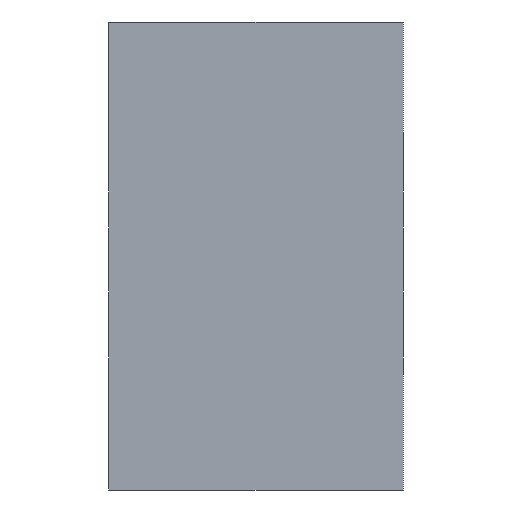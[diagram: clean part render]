
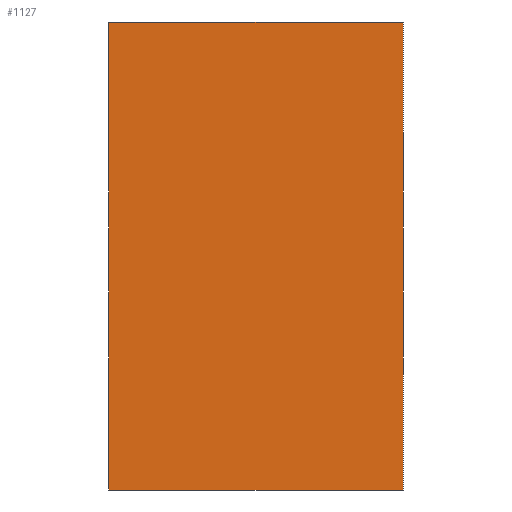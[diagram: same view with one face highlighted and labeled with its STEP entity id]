
A CAD part, left-side view. The second image highlights one B-rep face of the part: STEP entity #1127.
In plain terms, the highlighted planar face has unit normal (-1, 0, 0).
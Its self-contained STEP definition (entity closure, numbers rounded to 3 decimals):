
#58=FACE_OUTER_BOUND('',#118,.T.);
#118=EDGE_LOOP('',(#862,#863,#864,#865));
#173=LINE('',#1582,#329);
#232=LINE('',#1702,#388);
#234=LINE('',#1705,#390);
#235=LINE('',#1706,#391);
#329=VECTOR('',#1294,10.);
#388=VECTOR('',#1395,10.);
#390=VECTOR('',#1399,10.);
#391=VECTOR('',#1400,10.);
#475=VERTEX_POINT('',#1576);
#477=VERTEX_POINT('',#1580);
#516=VERTEX_POINT('',#1699);
#517=VERTEX_POINT('',#1701);
#593=EDGE_CURVE('',#475,#477,#173,.T.);
#652=EDGE_CURVE('',#516,#517,#232,.T.);
#654=EDGE_CURVE('',#475,#516,#234,.T.);
#655=EDGE_CURVE('',#477,#517,#235,.T.);
#862=ORIENTED_EDGE('',*,*,#654,.F.);
#863=ORIENTED_EDGE('',*,*,#593,.T.);
#864=ORIENTED_EDGE('',*,*,#655,.T.);
#865=ORIENTED_EDGE('',*,*,#652,.F.);
#1069=PLANE('',#1203);
#1127=ADVANCED_FACE('',(#58),#1069,.F.);
#1203=AXIS2_PLACEMENT_3D('',#1704,#1397,#1398);
#1294=DIRECTION('',(0.,0.,1.));
#1395=DIRECTION('',(0.,0.,1.));
#1397=DIRECTION('center_axis',(1.,0.,0.));
#1398=DIRECTION('ref_axis',(0.,1.,0.));
#1399=DIRECTION('',(0.,1.,0.));
#1400=DIRECTION('',(0.,1.,0.));
#1576=CARTESIAN_POINT('',(-15.,0.,0.));
#1580=CARTESIAN_POINT('',(-15.,0.,7.95));
#1582=CARTESIAN_POINT('',(-15.,0.,0.));
#1699=CARTESIAN_POINT('',(-15.,5.,0.));
#1701=CARTESIAN_POINT('',(-15.,5.,7.95));
#1702=CARTESIAN_POINT('',(-15.,5.,0.));
#1704=CARTESIAN_POINT('Origin',(-15.,0.,0.));
#1705=CARTESIAN_POINT('',(-15.,0.,0.));
#1706=CARTESIAN_POINT('',(-15.,0.,7.95));
